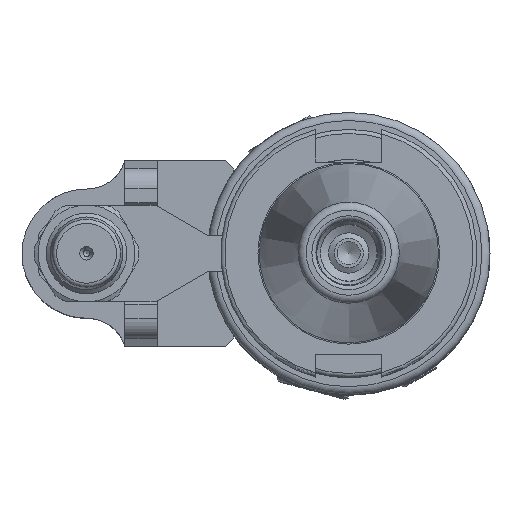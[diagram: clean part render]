
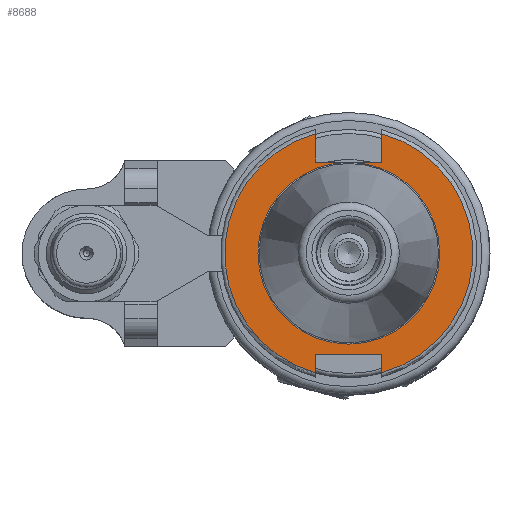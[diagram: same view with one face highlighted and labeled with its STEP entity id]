
A CAD part, top view. The second image highlights one B-rep face of the part: STEP entity #8688.
In plain terms, the highlighted planar face has unit normal (0, 0, 1).
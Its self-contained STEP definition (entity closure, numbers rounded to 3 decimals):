
#6529=CARTESIAN_POINT('',(8.19,22.6,-3.175));
#6530=VERTEX_POINT('',#6529);
#6537=CARTESIAN_POINT('',(8.19,29.639,-3.175));
#6538=VERTEX_POINT('',#6537);
#6539=CARTESIAN_POINT('',(8.19,29.639,-3.175));
#6540=DIRECTION('',(0.0,-1.0,0.0));
#6541=VECTOR('',#6540,7.039);
#6542=LINE('',#6539,#6541);
#6543=EDGE_CURVE('',#6538,#6530,#6542,.T.);
#6723=CARTESIAN_POINT('',(-8.19,29.639,-3.175));
#6724=VERTEX_POINT('',#6723);
#6738=CARTESIAN_POINT('',(-8.19,22.6,-3.175));
#6739=VERTEX_POINT('',#6738);
#6740=CARTESIAN_POINT('',(-8.19,22.6,-3.175));
#6741=DIRECTION('',(0.0,1.0,0.0));
#6742=VECTOR('',#6741,7.039);
#6743=LINE('',#6740,#6742);
#6744=EDGE_CURVE('',#6739,#6724,#6743,.T.);
#6768=CARTESIAN_POINT('',(8.19,22.6,-3.175));
#6769=DIRECTION('',(-1.0,0.0,0.0));
#6770=VECTOR('',#6769,16.38);
#6771=LINE('',#6768,#6770);
#6772=EDGE_CURVE('',#6530,#6739,#6771,.T.);
#7027=CARTESIAN_POINT('',(8.19,-29.639,-3.175));
#7028=VERTEX_POINT('',#7027);
#7029=CARTESIAN_POINT('',(0.,0.0,-3.175));
#7030=DIRECTION('',(0.0,0.0,-1.0));
#7031=DIRECTION('',(0.0,1.0,0.0));
#7032=AXIS2_PLACEMENT_3D('',#7029,#7030,#7031);
#7033=CIRCLE('',#7032,30.75);
#7034=EDGE_CURVE('',#6538,#7028,#7033,.T.);
#7120=CARTESIAN_POINT('',(-8.19,-25.0,-3.175));
#7121=VERTEX_POINT('',#7120);
#7128=CARTESIAN_POINT('',(-8.19,-29.639,-3.175));
#7129=VERTEX_POINT('',#7128);
#7130=CARTESIAN_POINT('',(-8.19,-29.639,-3.175));
#7131=DIRECTION('',(0.0,1.0,0.0));
#7132=VECTOR('',#7131,4.639);
#7133=LINE('',#7130,#7132);
#7134=EDGE_CURVE('',#7129,#7121,#7133,.T.);
#7236=CARTESIAN_POINT('',(8.19,-25.0,-3.175));
#7237=VERTEX_POINT('',#7236);
#7238=CARTESIAN_POINT('',(8.19,-25.0,-3.175));
#7239=DIRECTION('',(0.0,-1.0,0.0));
#7240=VECTOR('',#7239,4.639);
#7241=LINE('',#7238,#7240);
#7242=EDGE_CURVE('',#7237,#7028,#7241,.T.);
#7266=CARTESIAN_POINT('',(-8.19,-25.0,-3.175));
#7267=DIRECTION('',(1.0,0.0,0.0));
#7268=VECTOR('',#7267,16.38);
#7269=LINE('',#7266,#7268);
#7270=EDGE_CURVE('',#7121,#7237,#7269,.T.);
#8649=CARTESIAN_POINT('',(0.,22.525,-3.175));
#8650=VERTEX_POINT('',#8649);
#8651=CARTESIAN_POINT('',(0.,0.0,-3.175));
#8652=DIRECTION('',(0.0,0.0,-1.0));
#8653=DIRECTION('',(0.0,1.0,0.0));
#8654=AXIS2_PLACEMENT_3D('',#8651,#8652,#8653);
#8655=CIRCLE('',#8654,22.525);
#8656=EDGE_CURVE('',#8650,#8650,#8655,.T.);
#8664=CARTESIAN_POINT('',(0.,26.637,-3.175));
#8665=DIRECTION('',(0.0,0.0,1.0));
#8666=DIRECTION('',(1.0,0.0,0.0));
#8667=AXIS2_PLACEMENT_3D('',#8664,#8665,#8666);
#8668=PLANE('',#8667);
#8669=ORIENTED_EDGE('',*,*,#6744,.T.);
#8670=CARTESIAN_POINT('',(0.,0.0,-3.175));
#8671=DIRECTION('',(0.0,0.0,-1.0));
#8672=DIRECTION('',(0.0,1.0,0.0));
#8673=AXIS2_PLACEMENT_3D('',#8670,#8671,#8672);
#8674=CIRCLE('',#8673,30.75);
#8675=EDGE_CURVE('',#7129,#6724,#8674,.T.);
#8676=ORIENTED_EDGE('',*,*,#8675,.F.);
#8677=ORIENTED_EDGE('',*,*,#7134,.T.);
#8678=ORIENTED_EDGE('',*,*,#7270,.T.);
#8679=ORIENTED_EDGE('',*,*,#7242,.T.);
#8680=ORIENTED_EDGE('',*,*,#7034,.F.);
#8681=ORIENTED_EDGE('',*,*,#6543,.T.);
#8682=ORIENTED_EDGE('',*,*,#6772,.T.);
#8683=EDGE_LOOP('',(#8669,#8676,#8677,#8678,#8679,#8680,#8681,#8682));
#8684=FACE_OUTER_BOUND('',#8683,.T.);
#8685=ORIENTED_EDGE('',*,*,#8656,.T.);
#8686=EDGE_LOOP('',(#8685));
#8687=FACE_BOUND('',#8686,.T.);
#8688=ADVANCED_FACE('',(#8684,#8687),#8668,.T.);
